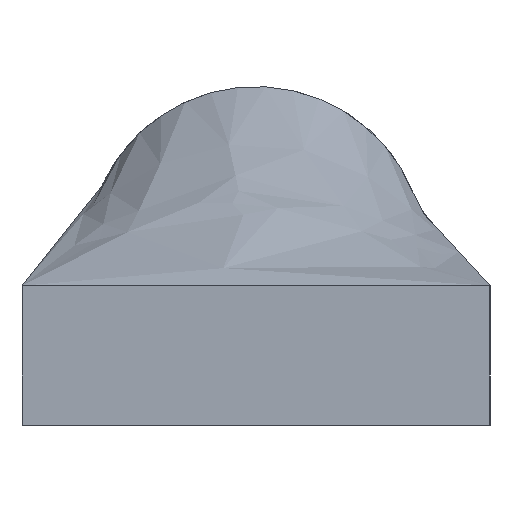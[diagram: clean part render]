
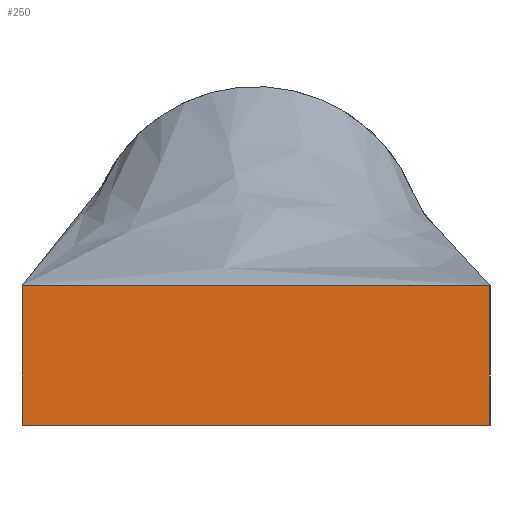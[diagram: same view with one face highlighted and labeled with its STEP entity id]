
A CAD part, left-side view. The second image highlights one B-rep face of the part: STEP entity #250.
In plain terms, the highlighted planar face has unit normal (-1, 0, 0).
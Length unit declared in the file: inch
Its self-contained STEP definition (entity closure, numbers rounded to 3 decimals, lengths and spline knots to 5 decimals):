
#27=LINE('',#620,#46);
#29=LINE('',#624,#48);
#30=LINE('',#626,#49);
#31=LINE('',#627,#50);
#46=VECTOR('',#331,0.14);
#48=VECTOR('',#335,0.47);
#49=VECTOR('',#336,0.14);
#50=VECTOR('',#337,0.47);
#60=PLANE('',#275);
#80=FACE_OUTER_BOUND('',#98,.T.);
#98=EDGE_LOOP('',(#216,#217,#218,#219));
#137=VERTEX_POINT('',#617);
#138=VERTEX_POINT('',#619);
#139=VERTEX_POINT('',#623);
#140=VERTEX_POINT('',#625);
#166=EDGE_CURVE('',#138,#137,#27,.T.);
#168=EDGE_CURVE('',#137,#139,#29,.T.);
#169=EDGE_CURVE('',#140,#139,#30,.T.);
#170=EDGE_CURVE('',#138,#140,#31,.T.);
#216=ORIENTED_EDGE('',*,*,#168,.T.);
#217=ORIENTED_EDGE('',*,*,#169,.F.);
#218=ORIENTED_EDGE('',*,*,#170,.F.);
#219=ORIENTED_EDGE('',*,*,#166,.T.);
#250=ADVANCED_FACE('',(#80),#60,.T.);
#275=AXIS2_PLACEMENT_3D('',#622,#333,#334);
#331=DIRECTION('',(0.,0.,-1.));
#333=DIRECTION('center_axis',(-1.,0.,0.));
#334=DIRECTION('ref_axis',(0.,0.,1.));
#335=DIRECTION('',(0.,-1.,0.));
#336=DIRECTION('',(0.,0.,-1.));
#337=DIRECTION('',(0.,-1.,0.));
#617=CARTESIAN_POINT('',(-1.05957,0.37593,-0.14));
#619=CARTESIAN_POINT('',(-1.05957,0.37593,0.));
#620=CARTESIAN_POINT('',(-1.05957,0.37593,0.));
#622=CARTESIAN_POINT('Origin',(-1.05957,0.37593,0.));
#623=CARTESIAN_POINT('',(-1.05957,-0.09407,-0.14));
#624=CARTESIAN_POINT('',(-1.05957,0.37593,-0.14));
#625=CARTESIAN_POINT('',(-1.05957,-0.09407,0.));
#626=CARTESIAN_POINT('',(-1.05957,-0.09407,0.));
#627=CARTESIAN_POINT('',(-1.05957,0.37593,0.));
